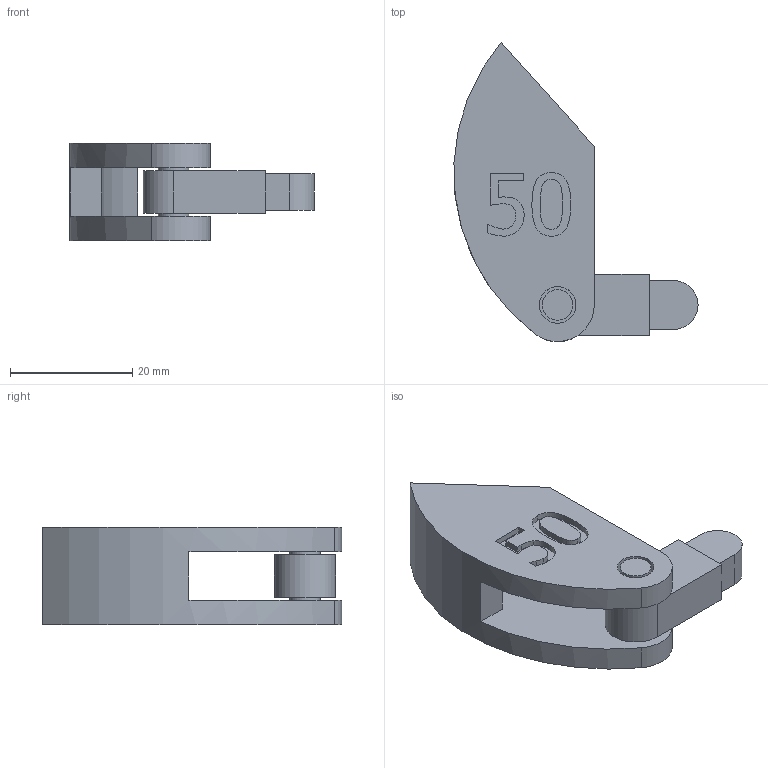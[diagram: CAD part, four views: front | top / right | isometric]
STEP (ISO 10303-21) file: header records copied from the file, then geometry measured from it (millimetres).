
FILE_DESCRIPTION(/* description */ (''),/* implementation_level */ '2;1');
FILE_NAME(/* name */ '03-3.stp',/* time_stamp */ '2021-09-11T10:19:34+09:00',/* author */ ('서울공업고등학교'),/* organization */ (''),/* preprocessor_version */ 'ST-DEVELOPER v18.1',/* originating_system */ 'Autodesk Inventor 2022',/* authorisation */ '');
FILE_SCHEMA (('AUTOMOTIVE_DESIGN { 1 0 10303 214 3 1 1 }'));
Length unit declared in the file: millimetre
Products named in the file (3): 03-3; 05-1; 03-2
Assembly tree (2 placements, depth 2):
  03-3
    05-1
    03-2
Bounding box: 39.97 x 48.99 x 16 mm (x, y, z)
Volume: 9017.3 mm3; surface area: 5635.4 mm2
Topology: 2 solids, 2 shells, 64 faces, 162 edges, 108 vertices
Faces by surface type: plane 29, bspline 25, cylinder 10
Full cylindrical faces by diameter (mm): 5 x2, 6 x2
Entity records: 2171 total; most frequent: CARTESIAN_POINT 664, ORIENTED_EDGE 324, DIRECTION 222, EDGE_CURVE 162, VERTEX_POINT 108, LINE 90, VECTOR 90, EDGE_LOOP 74
